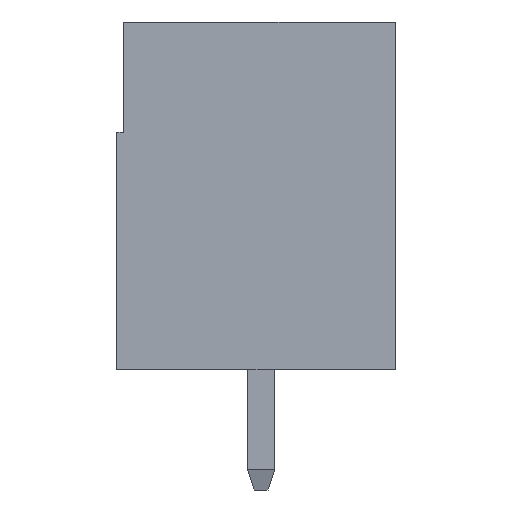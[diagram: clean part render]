
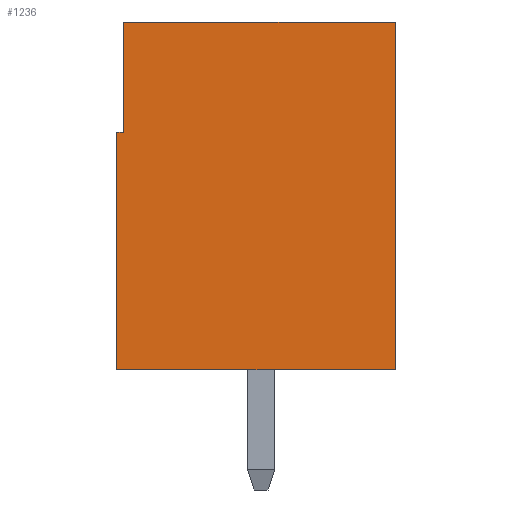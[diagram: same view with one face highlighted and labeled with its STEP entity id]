
A CAD part, left-side view. The second image highlights one B-rep face of the part: STEP entity #1236.
In plain terms, the highlighted planar face has unit normal (-1, 0, 0).
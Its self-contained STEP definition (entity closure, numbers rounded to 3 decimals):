
#1236=ADVANCED_FACE('',(#2630),#2631,.T.);
#2630=FACE_OUTER_BOUND('',#4222,.T.);
#2631=PLANE('',#4223);
#4222=EDGE_LOOP('',(#7700,#7701,#7702,#7703,#7704,#7705));
#4223=AXIS2_PLACEMENT_3D('',#7706,#7707,#7708);
#7700=ORIENTED_EDGE('',*,*,#10805,.T.);
#7701=ORIENTED_EDGE('',*,*,#10806,.T.);
#7702=ORIENTED_EDGE('',*,*,#10807,.T.);
#7703=ORIENTED_EDGE('',*,*,#10808,.T.);
#7704=ORIENTED_EDGE('',*,*,#10809,.T.);
#7705=ORIENTED_EDGE('',*,*,#10810,.T.);
#7706=CARTESIAN_POINT('',(-13.55,0.0,0.0));
#7707=DIRECTION('',(-1.0,0.0,0.0));
#7708=DIRECTION('',(0.0,0.0,1.0));
#10805=EDGE_CURVE('',#13356,#13357,#13358,.T.);
#10806=EDGE_CURVE('',#13357,#13359,#13360,.T.);
#10807=EDGE_CURVE('',#13359,#13361,#13362,.T.);
#10808=EDGE_CURVE('',#13361,#13363,#13364,.T.);
#10809=EDGE_CURVE('',#13363,#13365,#13366,.T.);
#10810=EDGE_CURVE('',#13365,#13356,#13367,.T.);
#13356=VERTEX_POINT('',#16981);
#13357=VERTEX_POINT('',#16982);
#13358=LINE('',#16983,#16984);
#13359=VERTEX_POINT('',#16985);
#13360=LINE('',#16986,#16987);
#13361=VERTEX_POINT('',#16988);
#13362=LINE('',#16989,#16990);
#13363=VERTEX_POINT('',#16991);
#13364=LINE('',#16992,#16993);
#13365=VERTEX_POINT('',#16994);
#13366=LINE('',#16995,#16996);
#13367=LINE('',#16997,#16998);
#16981=CARTESIAN_POINT('',(-13.55,-4.05,-5.05));
#16982=CARTESIAN_POINT('',(-13.55,-4.05,5.05));
#16983=CARTESIAN_POINT('',(-13.55,-4.05,-5.05));
#16984=VECTOR('',#19160,1000.0);
#16985=CARTESIAN_POINT('',(-13.55,3.85,5.05));
#16986=CARTESIAN_POINT('',(-13.55,-4.05,5.05));
#16987=VECTOR('',#19161,1000.0);
#16988=CARTESIAN_POINT('',(-13.55,3.85,1.85));
#16989=CARTESIAN_POINT('',(-13.55,3.85,5.05));
#16990=VECTOR('',#19162,1000.0);
#16991=CARTESIAN_POINT('',(-13.55,4.05,1.85));
#16992=CARTESIAN_POINT('',(-13.55,3.85,1.85));
#16993=VECTOR('',#19163,1000.0);
#16994=CARTESIAN_POINT('',(-13.55,4.05,-5.05));
#16995=CARTESIAN_POINT('',(-13.55,4.05,1.85));
#16996=VECTOR('',#19164,1000.0);
#16997=CARTESIAN_POINT('',(-13.55,4.05,-5.05));
#16998=VECTOR('',#19165,1000.0);
#19160=DIRECTION('',(0.0,0.,1.0));
#19161=DIRECTION('',(0.0,1.0,0.0));
#19162=DIRECTION('',(0.0,0.,-1.0));
#19163=DIRECTION('',(0.0,1.0,0.0));
#19164=DIRECTION('',(0.0,0.,-1.0));
#19165=DIRECTION('',(0.0,-1.0,0.0));
